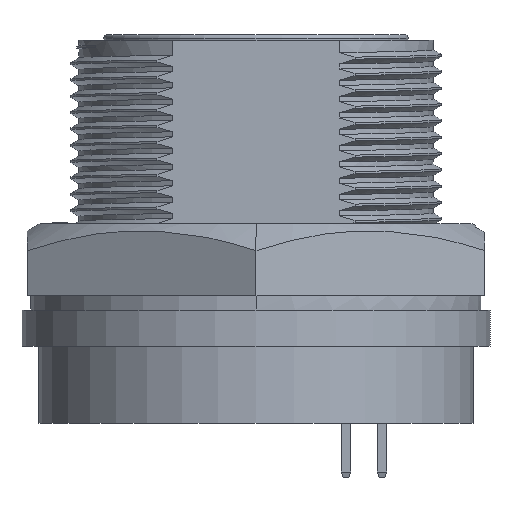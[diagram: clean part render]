
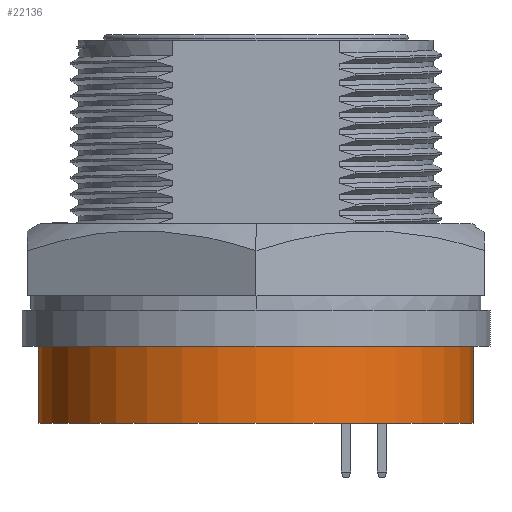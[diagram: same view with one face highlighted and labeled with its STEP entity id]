
A CAD part, left-side view. The second image highlights one B-rep face of the part: STEP entity #22136.
In plain terms, the highlighted cylindrical face has radius 12.061 mm (diameter 24.122 mm), a partial arc.
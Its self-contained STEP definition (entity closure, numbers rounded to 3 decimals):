
#2187=CARTESIAN_POINT('',(0.,0.,-0.5));
#2188=DIRECTION('',(0.,0.,-1.));
#2189=DIRECTION('',(0.,-1.,0.));
#2190=AXIS2_PLACEMENT_3D('',#2187,#2188,#2189);
#2192=DIRECTION('',(0.,0.,1.));
#2193=VECTOR('',#2192,4.3);
#2194=CARTESIAN_POINT('',(0.,-12.061,-4.8));
#2195=LINE('',#2194,#2193);
#2196=DIRECTION('',(0.,0.,1.));
#2197=VECTOR('',#2196,4.3);
#2198=CARTESIAN_POINT('',(0.,12.061,-4.8));
#2199=LINE('',#2198,#2197);
#2205=CARTESIAN_POINT('',(0.,0.,-4.8));
#2206=DIRECTION('',(0.,0.,-1.));
#2207=DIRECTION('',(0.,-1.,0.));
#2208=AXIS2_PLACEMENT_3D('',#2205,#2206,#2207);
#17195=CARTESIAN_POINT('',(0.,-12.061,-0.5));
#17196=CARTESIAN_POINT('',(0.,12.061,-0.5));
#17197=VERTEX_POINT('',#17195);
#17198=VERTEX_POINT('',#17196);
#17623=CARTESIAN_POINT('',(0.,-12.061,-4.8));
#17624=VERTEX_POINT('',#17623);
#17625=CARTESIAN_POINT('',(0.,12.061,-4.8));
#17626=VERTEX_POINT('',#17625);
#22124=CARTESIAN_POINT('',(0.,0.,1.69));
#22125=DIRECTION('',(0.,0.,-1.));
#22126=DIRECTION('',(0.,1.,0.));
#22127=AXIS2_PLACEMENT_3D('',#22124,#22125,#22126);
#22128=CYLINDRICAL_SURFACE('',#22127,12.061);
#22129=ORIENTED_EDGE('',*,*,#22107,.F.);
#22131=ORIENTED_EDGE('',*,*,#22130,.T.);
#22132=ORIENTED_EDGE('',*,*,#22110,.T.);
#22133=ORIENTED_EDGE('',*,*,#22090,.F.);
#22134=EDGE_LOOP('',(#22129,#22131,#22132,#22133));
#22135=FACE_OUTER_BOUND('',#22134,.F.);
#22136=ADVANCED_FACE('',(#22135),#22128,.T.);
#2191=CIRCLE('',#2190,12.061);
#2209=CIRCLE('',#2208,12.061);
#22090=EDGE_CURVE('',#17197,#17198,#2191,.T.);
#22107=EDGE_CURVE('',#17624,#17197,#2195,.T.);
#22110=EDGE_CURVE('',#17626,#17198,#2199,.T.);
#22130=EDGE_CURVE('',#17624,#17626,#2209,.T.);
